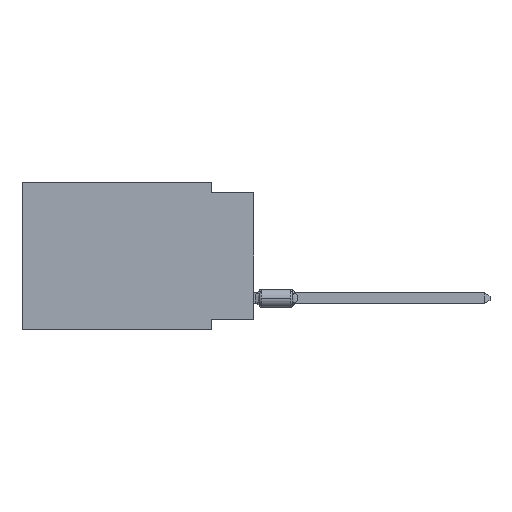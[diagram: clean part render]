
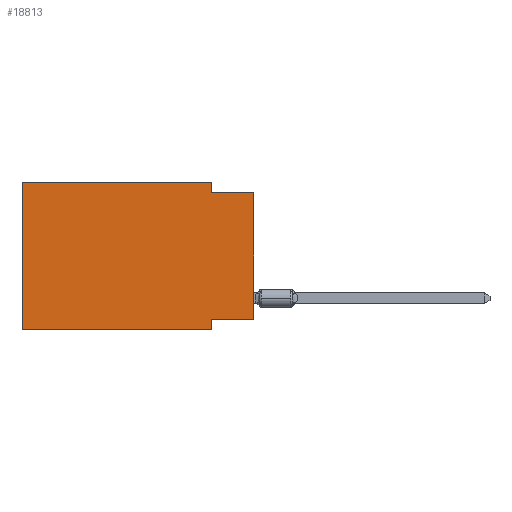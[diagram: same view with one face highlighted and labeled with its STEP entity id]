
A CAD part, left-side view. The second image highlights one B-rep face of the part: STEP entity #18813.
In plain terms, the highlighted planar face has unit normal (-1, 0, 0).
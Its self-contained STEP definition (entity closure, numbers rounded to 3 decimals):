
#78 = EDGE_LOOP ( 'NONE', ( #19933, #16087, #22484, #10537, #22720, #18753, #20062, #21839 ) ) ;
#162 = CARTESIAN_POINT ( 'NONE',  ( 0., 2.54, 0. ) ) ;
#1011 = CARTESIAN_POINT ( 'NONE',  ( 0., 13.97, 0. ) ) ;
#1109 = VERTEX_POINT ( 'NONE', #22091 ) ;
#1335 = EDGE_CURVE ( 'NONE', #16712, #17580, #19757, .T. ) ;
#2372 = AXIS2_PLACEMENT_3D ( 'NONE', #1011, #4982, #20651 ) ;
#2890 = VECTOR ( 'NONE', #24304, 1000. ) ;
#2940 = FACE_OUTER_BOUND ( 'NONE', #78, .T. ) ;
#3758 = DIRECTION ( 'NONE',  ( 0., 0., -1. ) ) ;
#3969 = VERTEX_POINT ( 'NONE', #16706 ) ;
#4644 = CARTESIAN_POINT ( 'NONE',  ( 0., 13.97, -8.89 ) ) ;
#4982 = DIRECTION ( 'NONE',  ( 1., 0., 0. ) ) ;
#4992 = LINE ( 'NONE', #18628, #19387 ) ;
#5154 = CARTESIAN_POINT ( 'NONE',  ( 0., 13.97, 0. ) ) ;
#7802 = DIRECTION ( 'NONE',  ( 0., 0., 1. ) ) ;
#7863 = CARTESIAN_POINT ( 'NONE',  ( 0., 2.54, -8.89 ) ) ;
#8151 = CARTESIAN_POINT ( 'NONE',  ( 0., 2.54, -0.635 ) ) ;
#8904 = DIRECTION ( 'NONE',  ( 0., -1., 0. ) ) ;
#10537 = ORIENTED_EDGE ( 'NONE', *, *, #16132, .F. ) ;
#10729 = EDGE_CURVE ( 'NONE', #17834, #17580, #14693, .T. ) ;
#11061 = EDGE_CURVE ( 'NONE', #1109, #3969, #18032, .T. ) ;
#12182 = VERTEX_POINT ( 'NONE', #15980 ) ;
#12275 = LINE ( 'NONE', #20364, #21188 ) ;
#12810 = EDGE_CURVE ( 'NONE', #16712, #12182, #4992, .T. ) ;
#12836 = DIRECTION ( 'NONE',  ( 0., 1., 0. ) ) ;
#13374 = VERTEX_POINT ( 'NONE', #17274 ) ;
#14689 = VECTOR ( 'NONE', #24809, 1000. ) ;
#14693 = LINE ( 'NONE', #16379, #14788 ) ;
#14788 = VECTOR ( 'NONE', #8904, 1000. ) ;
#15980 = CARTESIAN_POINT ( 'NONE',  ( 0., 2.54, -8.255 ) ) ;
#16087 = ORIENTED_EDGE ( 'NONE', *, *, #10729, .F. ) ;
#16132 = EDGE_CURVE ( 'NONE', #13374, #21171, #12275, .T. ) ;
#16379 = CARTESIAN_POINT ( 'NONE',  ( 0., 0., -0.635 ) ) ;
#16692 = VECTOR ( 'NONE', #3758, 1000. ) ;
#16706 = CARTESIAN_POINT ( 'NONE',  ( 0., 2.54, -8.89 ) ) ;
#16712 = VERTEX_POINT ( 'NONE', #23406 ) ;
#16853 = LINE ( 'NONE', #22757, #20439 ) ;
#17274 = CARTESIAN_POINT ( 'NONE',  ( 0., 13.97, 0. ) ) ;
#17580 = VERTEX_POINT ( 'NONE', #24145 ) ;
#17834 = VERTEX_POINT ( 'NONE', #8151 ) ;
#18032 = LINE ( 'NONE', #4644, #2890 ) ;
#18171 = EDGE_CURVE ( 'NONE', #12182, #3969, #21112, .T. ) ;
#18618 = PLANE ( 'NONE',  #2372 ) ;
#18628 = CARTESIAN_POINT ( 'NONE',  ( 0., 0., -8.255 ) ) ;
#18753 = ORIENTED_EDGE ( 'NONE', *, *, #11061, .T. ) ;
#18813 = ADVANCED_FACE ( 'NONE', ( #2940 ), #18618, .F. ) ;
#19387 = VECTOR ( 'NONE', #12836, 1000. ) ;
#19496 = EDGE_CURVE ( 'NONE', #1109, #13374, #24306, .T. ) ;
#19622 = EDGE_CURVE ( 'NONE', #21171, #17834, #16853, .T. ) ;
#19757 = LINE ( 'NONE', #25406, #21676 ) ;
#19933 = ORIENTED_EDGE ( 'NONE', *, *, #1335, .T. ) ;
#20062 = ORIENTED_EDGE ( 'NONE', *, *, #18171, .F. ) ;
#20109 = DIRECTION ( 'NONE',  ( 0., -1., 0. ) ) ;
#20364 = CARTESIAN_POINT ( 'NONE',  ( 0., 13.97, 0. ) ) ;
#20439 = VECTOR ( 'NONE', #20824, 1000. ) ;
#20651 = DIRECTION ( 'NONE',  ( 0., 0., -1. ) ) ;
#20824 = DIRECTION ( 'NONE',  ( 0., 0., -1. ) ) ;
#21112 = LINE ( 'NONE', #7863, #16692 ) ;
#21171 = VERTEX_POINT ( 'NONE', #162 ) ;
#21188 = VECTOR ( 'NONE', #20109, 1000. ) ;
#21676 = VECTOR ( 'NONE', #7802, 1000. ) ;
#21839 = ORIENTED_EDGE ( 'NONE', *, *, #12810, .F. ) ;
#22091 = CARTESIAN_POINT ( 'NONE',  ( 0., 13.97, -8.89 ) ) ;
#22484 = ORIENTED_EDGE ( 'NONE', *, *, #19622, .F. ) ;
#22720 = ORIENTED_EDGE ( 'NONE', *, *, #19496, .F. ) ;
#22757 = CARTESIAN_POINT ( 'NONE',  ( 0., 2.54, 0. ) ) ;
#23406 = CARTESIAN_POINT ( 'NONE',  ( 0., 0., -8.255 ) ) ;
#24145 = CARTESIAN_POINT ( 'NONE',  ( 0., 0., -0.635 ) ) ;
#24304 = DIRECTION ( 'NONE',  ( 0., -1., 0. ) ) ;
#24306 = LINE ( 'NONE', #5154, #14689 ) ;
#24809 = DIRECTION ( 'NONE',  ( 0., 0., 1. ) ) ;
#25406 = CARTESIAN_POINT ( 'NONE',  ( 0., 0., 0. ) ) ;
